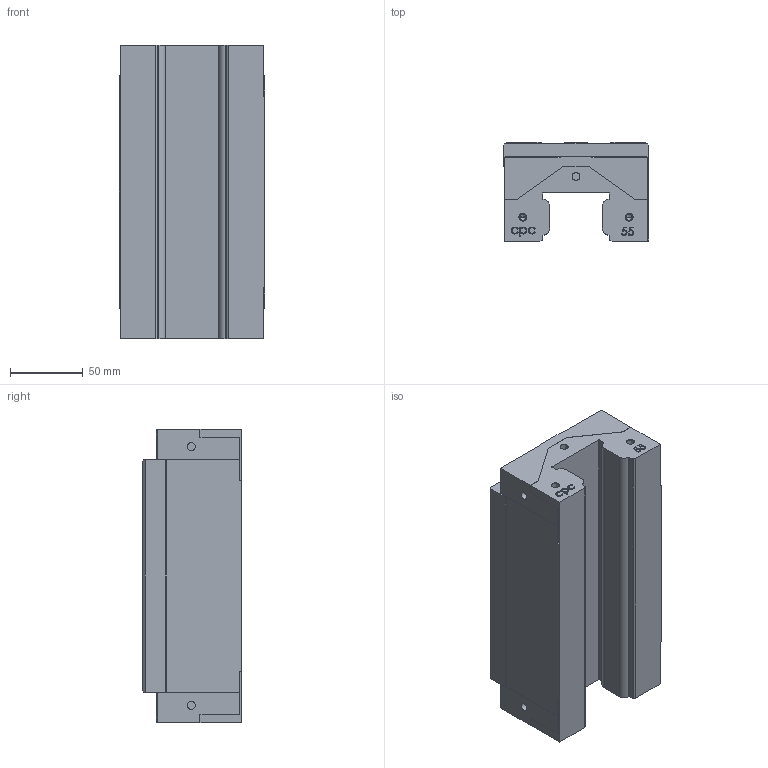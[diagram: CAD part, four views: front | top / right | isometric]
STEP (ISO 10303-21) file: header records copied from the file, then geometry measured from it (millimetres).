
FILE_DESCRIPTION (( 'STEP AP214' ), '1' );
FILE_NAME ('HRC55ML-block.STEP', '2017-02-24T05:21:38', ( '' ), ( '' ), 'SwSTEP 2.0', 'SolidWorks 2010', '' );
FILE_SCHEMA (( 'AUTOMOTIVE_DESIGN' ));
Length unit declared in the file: millimetre
Products named in the file (1): HRC55ML-block
Bounding box: 100 x 68 x 202 mm (x, y, z)
Volume: 1030424 mm3; surface area: 98845 mm2
Topology: 1 solids, 1 shells, 332 faces, 864 edges, 556 vertices
Faces by surface type: plane 156, bspline 80, cylinder 64, cone 32
Entity records: 17743 total; most frequent: CARTESIAN_POINT 9513, ORIENTED_EDGE 1696, DIRECTION 1338, EDGE_CURVE 848, VERTEX_POINT 556, VECTOR 544, LINE 544, AXIS2_PLACEMENT_3D 397
